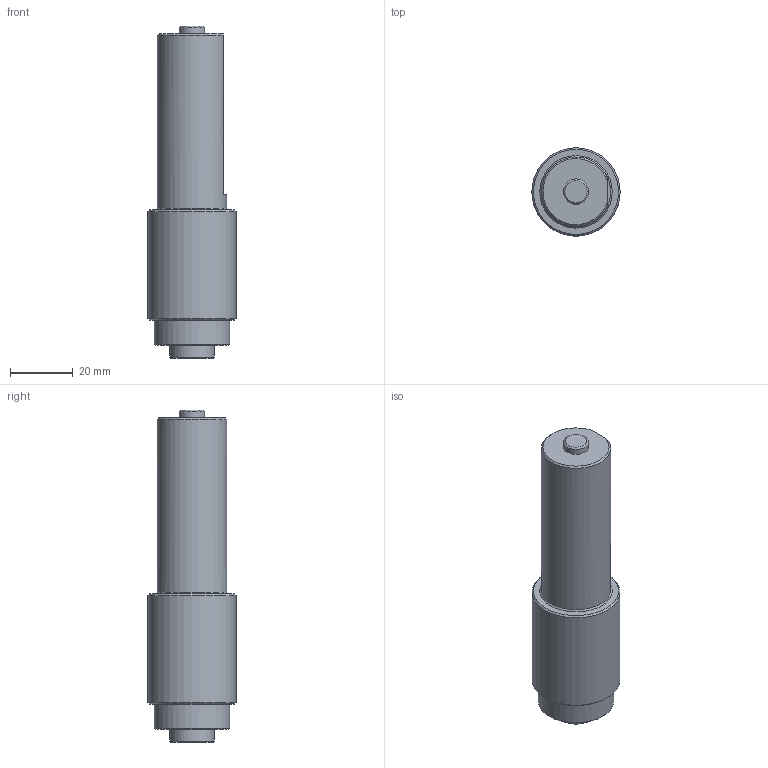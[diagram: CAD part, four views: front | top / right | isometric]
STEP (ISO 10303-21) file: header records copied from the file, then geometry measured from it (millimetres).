
FILE_DESCRIPTION(/* description */ (''),/* implementation_level */ '2;1');
FILE_NAME(/* name */ '2 - PCM 2160-220-100.stp',/* time_stamp */ '2015-05-29T13:54:42+02:00',/* author */ ('AIm'),/* organization */ (''),/* preprocessor_version */ 'ST-DEVELOPER v16.1',/* originating_system */ 'Autodesk Inventor 2016',/* authorisation */ '');
FILE_SCHEMA (('AUTOMOTIVE_DESIGN { 1 0 10303 214 3 1 1 }'));
Length unit declared in the file: millimetre
Products named in the file (1): 2 - PCM 2160-220-100
Bounding box: 28 x 28 x 105.4 mm (x, y, z)
Volume: 46196.4 mm3; surface area: 9208.7 mm2
Topology: 1 solids, 1 shells, 23 faces, 41 edges, 25 vertices
Faces by surface type: plane 9, cone 8, cylinder 6
Full cylindrical faces by diameter (mm): 8 x2, 14 x1, 22 x1, 24 x1, 28 x1
Entity records: 516 total; most frequent: DIRECTION 94, CARTESIAN_POINT 79, ORIENTED_EDGE 54, AXIS2_PLACEMENT_3D 45, EDGE_LOOP 41, EDGE_CURVE 27, VERTEX_POINT 24, FACE_OUTER_BOUND 23
